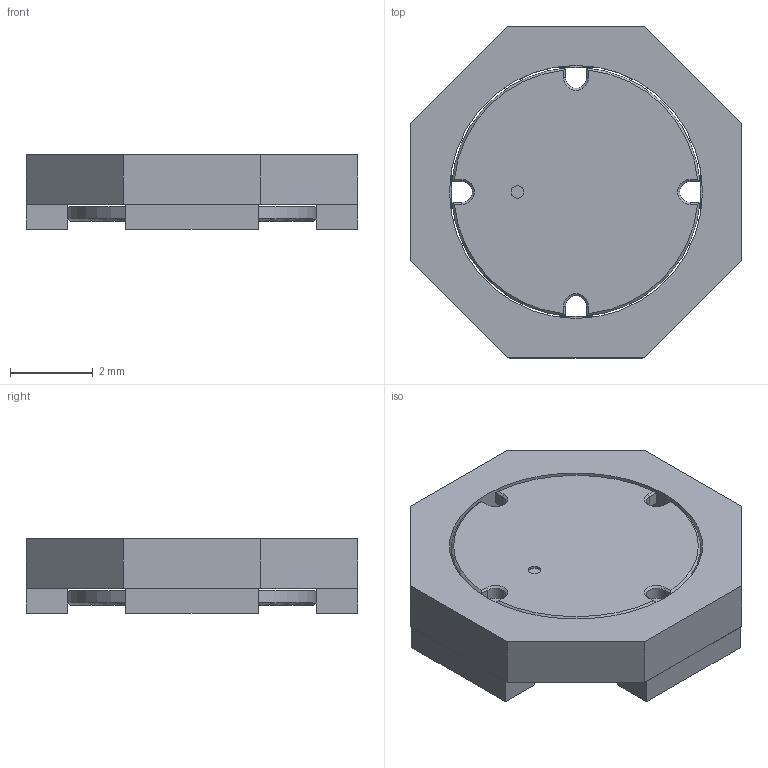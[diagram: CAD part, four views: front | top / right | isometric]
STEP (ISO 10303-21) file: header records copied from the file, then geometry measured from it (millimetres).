
FILE_DESCRIPTION((''),'2;1');
FILE_NAME('IND_WURTH_WE-TPC-8020.stp','2013-07-22T10:18:38',(''),(''),'Mechanical Desktop 2011','Mechanical Desktop 2011',', , ');
FILE_SCHEMA(('AUTOMOTIVE_DESIGN { 1 2 10303 214 1 1 1 1 }'));
Length unit declared in the file: millimetre
Products named in the file (1): Product
Bounding box: 8 x 8 x 1.8 mm (x, y, z)
Volume: 61.8 mm3; surface area: 266.6 mm2
Topology: 6 solids, 6 shells, 118 faces, 274 edges, 172 vertices
Faces by surface type: plane 80, cylinder 22, cone 16
Entity records: 3376 total; most frequent: DIRECTION 588, CARTESIAN_POINT 565, ORIENTED_EDGE 548, EDGE_CURVE 274, VECTOR 198, LINE 198, AXIS2_PLACEMENT_3D 195, VERTEX_POINT 172
